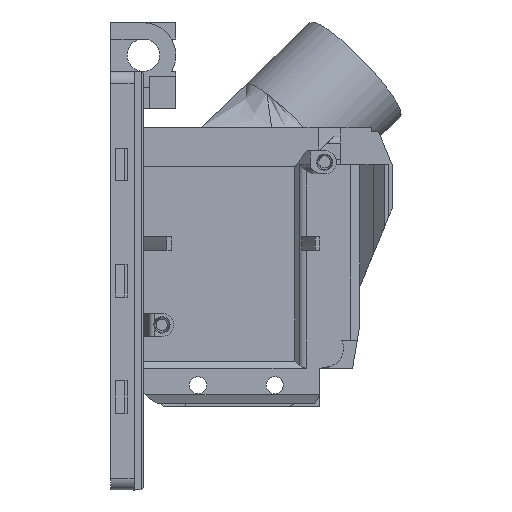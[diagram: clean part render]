
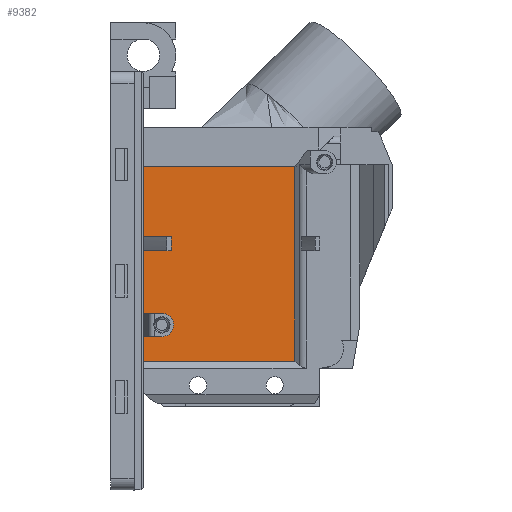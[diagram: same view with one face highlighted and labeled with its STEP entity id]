
A CAD part, left-side view. The second image highlights one B-rep face of the part: STEP entity #9382.
In plain terms, the highlighted planar face has unit normal (-1, 0, 0).
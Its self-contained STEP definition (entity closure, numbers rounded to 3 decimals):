
#171=FACE_BOUND('',#1483,.T.);
#459=PLANE('',#10143);
#934=FACE_OUTER_BOUND('',#1482,.T.);
#1482=EDGE_LOOP('',(#8525,#8526,#8527,#8528,#8529,#8530,#8531,#8532,#8533,
#8534));
#1483=EDGE_LOOP('',(#8535,#8536,#8537,#8538));
#1770=CIRCLE('',#10026,15.5);
#1771=CIRCLE('',#10030,2.5);
#1777=CIRCLE('',#10068,21.5);
#1778=CIRCLE('',#10069,21.5);
#1972=LINE('',#13034,#2927);
#1974=LINE('',#13038,#2929);
#2669=LINE('',#17956,#3624);
#2672=LINE('',#17967,#3627);
#2673=LINE('',#17974,#3628);
#2677=LINE('',#17983,#3632);
#2679=LINE('',#17986,#3634);
#2712=LINE('',#18061,#3667);
#2789=LINE('',#18263,#3744);
#2790=LINE('',#18265,#3745);
#2927=VECTOR('',#10304,10.);
#2929=VECTOR('',#10306,10.);
#3624=VECTOR('',#12121,10.);
#3627=VECTOR('',#12130,10.);
#3628=VECTOR('',#12133,10.);
#3632=VECTOR('',#12143,10.);
#3634=VECTOR('',#12147,10.);
#3667=VECTOR('',#12256,10.);
#3744=VECTOR('',#12477,10.);
#3745=VECTOR('',#12480,10.);
#3903=VERTEX_POINT('',#13031);
#3904=VERTEX_POINT('',#13033);
#3905=VERTEX_POINT('',#13035);
#3906=VERTEX_POINT('',#13037);
#4599=VERTEX_POINT('',#17954);
#4600=VERTEX_POINT('',#17955);
#4601=VERTEX_POINT('',#17962);
#4602=VERTEX_POINT('',#17966);
#4603=VERTEX_POINT('',#17972);
#4604=VERTEX_POINT('',#17973);
#4605=VERTEX_POINT('',#17978);
#4606=VERTEX_POINT('',#17982);
#4610=VERTEX_POINT('',#18060);
#4657=VERTEX_POINT('',#18261);
#4799=EDGE_CURVE('',#3904,#3903,#1972,.T.);
#4801=EDGE_CURVE('',#3906,#3905,#1974,.T.);
#5826=EDGE_CURVE('',#4599,#4600,#2669,.T.);
#5829=EDGE_CURVE('',#4601,#4599,#1770,.T.);
#5831=EDGE_CURVE('',#4602,#4601,#2672,.T.);
#5833=EDGE_CURVE('',#4603,#4604,#2673,.T.);
#5836=EDGE_CURVE('',#4605,#4604,#1771,.T.);
#5838=EDGE_CURVE('',#4606,#4605,#2677,.T.);
#5840=EDGE_CURVE('',#4603,#4606,#2679,.T.);
#5879=EDGE_CURVE('',#3905,#4602,#1777,.T.);
#5880=EDGE_CURVE('',#4600,#3904,#1778,.T.);
#5881=EDGE_CURVE('',#4610,#3903,#2712,.T.);
#5982=EDGE_CURVE('',#4610,#4657,#2789,.T.);
#5983=EDGE_CURVE('',#4657,#3906,#2790,.F.);
#8525=ORIENTED_EDGE('',*,*,#5880,.T.);
#8526=ORIENTED_EDGE('',*,*,#4799,.T.);
#8527=ORIENTED_EDGE('',*,*,#5881,.F.);
#8528=ORIENTED_EDGE('',*,*,#5982,.T.);
#8529=ORIENTED_EDGE('',*,*,#5983,.T.);
#8530=ORIENTED_EDGE('',*,*,#4801,.T.);
#8531=ORIENTED_EDGE('',*,*,#5879,.T.);
#8532=ORIENTED_EDGE('',*,*,#5831,.T.);
#8533=ORIENTED_EDGE('',*,*,#5829,.T.);
#8534=ORIENTED_EDGE('',*,*,#5826,.T.);
#8535=ORIENTED_EDGE('',*,*,#5840,.T.);
#8536=ORIENTED_EDGE('',*,*,#5838,.T.);
#8537=ORIENTED_EDGE('',*,*,#5836,.T.);
#8538=ORIENTED_EDGE('',*,*,#5833,.F.);
#9382=ADVANCED_FACE('',(#934,#171),#459,.T.);
#10026=AXIS2_PLACEMENT_3D('',#17963,#12125,#12126);
#10030=AXIS2_PLACEMENT_3D('',#17979,#12138,#12139);
#10068=AXIS2_PLACEMENT_3D('',#18057,#12250,#12251);
#10069=AXIS2_PLACEMENT_3D('',#18058,#12252,#12253);
#10143=AXIS2_PLACEMENT_3D('',#18264,#12478,#12479);
#10304=DIRECTION('',(0.,0.,-1.));
#10306=DIRECTION('',(0.,0.,-1.));
#12121=DIRECTION('',(0.,1.,0.));
#12125=DIRECTION('center_axis',(-1.,0.,0.));
#12126=DIRECTION('ref_axis',(0.,-1.,0.));
#12130=DIRECTION('',(0.,-1.,0.));
#12133=DIRECTION('',(0.,-1.,0.));
#12138=DIRECTION('center_axis',(1.,0.,0.));
#12139=DIRECTION('ref_axis',(0.,-1.,0.));
#12143=DIRECTION('',(0.,-1.,0.));
#12147=DIRECTION('',(0.,0.,1.));
#12250=DIRECTION('center_axis',(1.,0.,0.));
#12251=DIRECTION('ref_axis',(0.,1.,0.));
#12252=DIRECTION('center_axis',(1.,0.,0.));
#12253=DIRECTION('ref_axis',(0.,1.,0.));
#12256=DIRECTION('',(0.,1.,0.));
#12477=DIRECTION('',(0.,0.,1.));
#12478=DIRECTION('center_axis',(-1.,0.,0.));
#12479=DIRECTION('ref_axis',(0.,-1.,0.));
#12480=DIRECTION('',(0.,-1.,0.));
#13031=CARTESIAN_POINT('',(-22.,20.,10.711));
#13033=CARTESIAN_POINT('',(-22.,20.,35.999));
#13034=CARTESIAN_POINT('',(-22.,20.,46.98));
#13035=CARTESIAN_POINT('',(-22.,20.,36.001));
#13037=CARTESIAN_POINT('',(-22.,20.,52.6));
#13038=CARTESIAN_POINT('',(-22.,20.,46.98));
#17954=CARTESIAN_POINT('',(-22.,13.927,34.5));
#17955=CARTESIAN_POINT('',(-22.,19.948,34.5));
#17956=CARTESIAN_POINT('',(-22.,1.214,34.5));
#17962=CARTESIAN_POINT('',(-22.,13.927,37.5));
#17963=CARTESIAN_POINT('Origin',(-22.,-1.5,36.));
#17966=CARTESIAN_POINT('',(-22.,19.948,37.5));
#17967=CARTESIAN_POINT('',(-22.,1.716,37.5));
#17972=CARTESIAN_POINT('',(-22.,19.9,16.));
#17973=CARTESIAN_POINT('',(-22.,16.,16.));
#17974=CARTESIAN_POINT('',(-22.,3.5,16.));
#17978=CARTESIAN_POINT('',(-22.,15.751,20.988));
#17979=CARTESIAN_POINT('Origin',(-22.,16.,18.5));
#17982=CARTESIAN_POINT('',(-22.,19.9,20.988));
#17983=CARTESIAN_POINT('',(-22.,-1.968,20.988));
#17986=CARTESIAN_POINT('',(-22.,19.9,36.453));
#18057=CARTESIAN_POINT('Origin',(-22.,-1.5,36.));
#18058=CARTESIAN_POINT('Origin',(-22.,-1.5,36.));
#18060=CARTESIAN_POINT('',(-22.,-12.603,10.711));
#18061=CARTESIAN_POINT('',(-22.,-11.216,10.711));
#18261=CARTESIAN_POINT('',(-22.,-12.603,52.6));
#18263=CARTESIAN_POINT('',(-22.,-12.603,26.869));
#18264=CARTESIAN_POINT('Origin',(-22.,-11.5,32.406));
#18265=CARTESIAN_POINT('',(-22.,-5.125,52.6));
